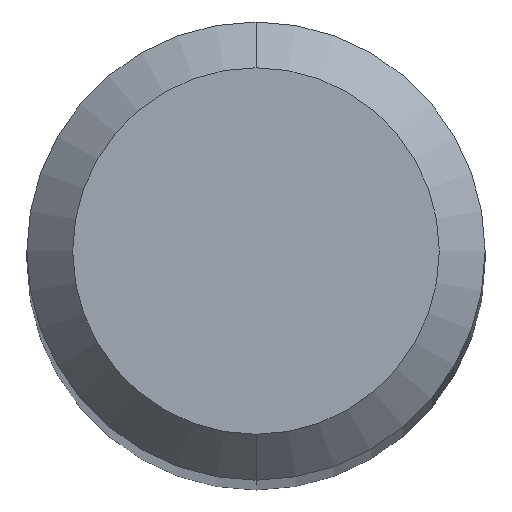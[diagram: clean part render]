
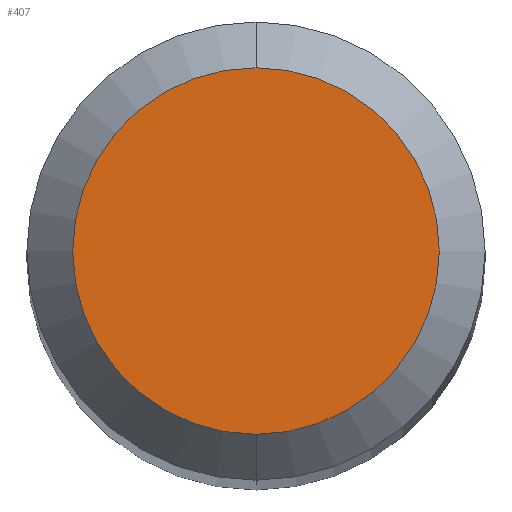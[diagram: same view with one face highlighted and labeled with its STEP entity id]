
A CAD part, top view. The second image highlights one B-rep face of the part: STEP entity #407.
In plain terms, the highlighted planar face has unit normal (0, 0, 1).
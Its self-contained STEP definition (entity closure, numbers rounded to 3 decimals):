
#191=VERTEX_POINT('',#522);
#213=VERTEX_POINT('',#547);
#257=EDGE_CURVE('',#191,#213,#595,.T.);
#361=EDGE_CURVE('',#213,#191,#710,.T.);
#407=ADVANCED_FACE('',(#759),#760,.T.);
#522=CARTESIAN_POINT('',(0.0,1.2,0.0));
#547=CARTESIAN_POINT('',(0.,-1.2,0.0));
#595=CIRCLE('',#1146,1.2);
#710=CIRCLE('',#1610,1.2);
#759=FACE_OUTER_BOUND('',#1751,.T.);
#760=PLANE('',#1752);
#1146=AXIS2_PLACEMENT_3D('',#2723,#2724,#2725);
#1610=AXIS2_PLACEMENT_3D('',#2874,#2875,#2876);
#1751=EDGE_LOOP('',(#2921,#2922));
#1752=AXIS2_PLACEMENT_3D('',#2923,#2924,#2925);
#2723=CARTESIAN_POINT('',(0.0,0.0,0.0));
#2724=DIRECTION('',(0.0,0.0,-1.0));
#2725=DIRECTION('',(0.0,1.0,0.0));
#2874=CARTESIAN_POINT('',(0.0,0.0,0.0));
#2875=DIRECTION('',(0.0,0.0,-1.0));
#2876=DIRECTION('',(0.0,1.0,0.0));
#2921=ORIENTED_EDGE('',*,*,#257,.F.);
#2922=ORIENTED_EDGE('',*,*,#361,.F.);
#2923=CARTESIAN_POINT('',(0.0,0.6,0.0));
#2924=DIRECTION('',(-0.0,0.0,1.0));
#2925=DIRECTION('',(0.0,-1.0,0.0));
